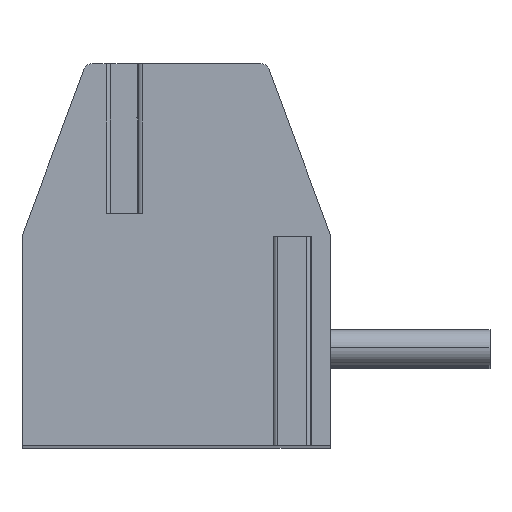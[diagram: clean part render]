
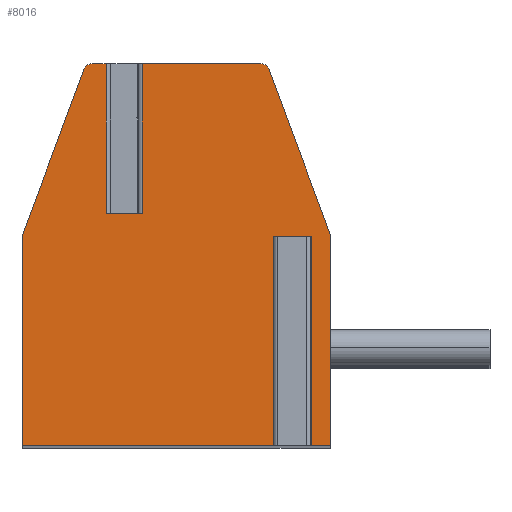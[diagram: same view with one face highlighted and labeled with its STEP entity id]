
A CAD part, top view. The second image highlights one B-rep face of the part: STEP entity #8016.
In plain terms, the highlighted planar face has unit normal (0, 0, 1).
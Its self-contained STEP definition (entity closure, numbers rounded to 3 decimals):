
#13=DIRECTION('',(1.,0.,0.));
#14=VECTOR('',#13,0.796);
#15=CARTESIAN_POINT('',(-1.548,0.9,36.75));
#16=LINE('',#15,#14);
#17=DIRECTION('',(0.,1.,0.));
#18=VECTOR('',#17,3.3);
#19=CARTESIAN_POINT('',(-0.752,0.9,36.75));
#20=LINE('',#19,#18);
#21=DIRECTION('',(-1.,0.,0.));
#22=VECTOR('',#21,2.603);
#23=CARTESIAN_POINT('',(1.851,4.2,36.75));
#24=LINE('',#23,#22);
#25=CARTESIAN_POINT('',(1.851,4.,36.75));
#26=DIRECTION('',(0.,0.,1.));
#27=DIRECTION('',(0.938,0.348,0.));
#28=AXIS2_PLACEMENT_3D('',#25,#26,#27);
#30=DIRECTION('',(-0.348,0.938,0.));
#31=VECTOR('',#30,3.914);
#32=CARTESIAN_POINT('',(3.4,0.4,36.75));
#33=LINE('',#32,#31);
#34=DIRECTION('',(0.,1.,0.));
#35=VECTOR('',#34,4.6);
#36=CARTESIAN_POINT('',(3.4,-4.2,36.75));
#37=LINE('',#36,#35);
#38=DIRECTION('',(1.,0.,0.));
#39=VECTOR('',#38,0.634);
#40=CARTESIAN_POINT('',(2.766,-4.2,36.75));
#41=LINE('',#40,#39);
#42=DIRECTION('',(0.,1.,0.));
#43=VECTOR('',#42,4.6);
#44=CARTESIAN_POINT('',(2.766,-4.2,36.75));
#45=LINE('',#44,#43);
#46=DIRECTION('',(-1.,0.,0.));
#47=VECTOR('',#46,0.43);
#48=CARTESIAN_POINT('',(2.766,0.4,36.75));
#49=LINE('',#48,#47);
#50=DIRECTION('',(0.,1.,0.));
#51=VECTOR('',#50,4.6);
#52=CARTESIAN_POINT('',(2.336,-4.2,36.75));
#53=LINE('',#52,#51);
#54=DIRECTION('',(1.,0.,0.));
#55=VECTOR('',#54,5.736);
#56=CARTESIAN_POINT('',(-3.4,-4.2,36.75));
#57=LINE('',#56,#55);
#58=DIRECTION('',(0.,-1.,0.));
#59=VECTOR('',#58,4.6);
#60=CARTESIAN_POINT('',(-3.4,0.4,36.75));
#61=LINE('',#60,#59);
#62=DIRECTION('',(-0.348,-0.938,0.));
#63=VECTOR('',#62,3.914);
#64=CARTESIAN_POINT('',(-2.038,4.07,36.75));
#65=LINE('',#64,#63);
#66=CARTESIAN_POINT('',(-1.851,4.,36.75));
#67=DIRECTION('',(0.,0.,1.));
#68=DIRECTION('',(0.,1.,0.));
#69=AXIS2_PLACEMENT_3D('',#66,#67,#68);
#71=DIRECTION('',(-1.,0.,0.));
#72=VECTOR('',#71,0.303);
#73=CARTESIAN_POINT('',(-1.548,4.2,36.75));
#74=LINE('',#73,#72);
#75=DIRECTION('',(0.,1.,0.));
#76=VECTOR('',#75,3.3);
#77=CARTESIAN_POINT('',(-1.548,0.9,36.75));
#78=LINE('',#77,#76);
#6259=CARTESIAN_POINT('',(-1.851,4.2,36.75));
#6260=CARTESIAN_POINT('',(-2.038,4.07,36.75));
#6261=VERTEX_POINT('',#6259);
#6262=VERTEX_POINT('',#6260);
#6263=CARTESIAN_POINT('',(-3.4,0.4,36.75));
#6264=VERTEX_POINT('',#6263);
#6265=CARTESIAN_POINT('',(-3.4,-4.2,36.75));
#6266=VERTEX_POINT('',#6265);
#6267=CARTESIAN_POINT('',(3.4,-4.2,36.75));
#6268=CARTESIAN_POINT('',(3.4,0.4,36.75));
#6269=VERTEX_POINT('',#6267);
#6270=VERTEX_POINT('',#6268);
#6271=CARTESIAN_POINT('',(2.038,4.07,36.75));
#6272=VERTEX_POINT('',#6271);
#6273=CARTESIAN_POINT('',(1.851,4.2,36.75));
#6274=VERTEX_POINT('',#6273);
#6315=CARTESIAN_POINT('',(2.766,0.4,36.75));
#6316=CARTESIAN_POINT('',(2.336,0.4,36.75));
#6317=VERTEX_POINT('',#6315);
#6318=VERTEX_POINT('',#6316);
#6319=CARTESIAN_POINT('',(2.336,-4.2,36.75));
#6320=VERTEX_POINT('',#6319);
#6321=CARTESIAN_POINT('',(2.766,-4.2,36.75));
#6322=VERTEX_POINT('',#6321);
#6383=CARTESIAN_POINT('',(-1.548,0.9,36.75));
#6384=CARTESIAN_POINT('',(-0.752,0.9,36.75));
#6385=VERTEX_POINT('',#6383);
#6386=VERTEX_POINT('',#6384);
#6387=CARTESIAN_POINT('',(-1.548,4.2,36.75));
#6388=VERTEX_POINT('',#6387);
#6389=CARTESIAN_POINT('',(-0.752,4.2,36.75));
#6390=VERTEX_POINT('',#6389);
#7977=CARTESIAN_POINT('',(0.,0.,36.75));
#7978=DIRECTION('',(0.,0.,1.));
#7979=DIRECTION('',(1.,0.,0.));
#7980=AXIS2_PLACEMENT_3D('',#7977,#7978,#7979);
#7981=PLANE('',#7980);
#7983=ORIENTED_EDGE('',*,*,#7982,.T.);
#7985=ORIENTED_EDGE('',*,*,#7984,.T.);
#7987=ORIENTED_EDGE('',*,*,#7986,.F.);
#7989=ORIENTED_EDGE('',*,*,#7988,.F.);
#7991=ORIENTED_EDGE('',*,*,#7990,.F.);
#7993=ORIENTED_EDGE('',*,*,#7992,.F.);
#7995=ORIENTED_EDGE('',*,*,#7994,.F.);
#7997=ORIENTED_EDGE('',*,*,#7996,.T.);
#7999=ORIENTED_EDGE('',*,*,#7998,.T.);
#8001=ORIENTED_EDGE('',*,*,#8000,.F.);
#8003=ORIENTED_EDGE('',*,*,#8002,.F.);
#8005=ORIENTED_EDGE('',*,*,#8004,.F.);
#8007=ORIENTED_EDGE('',*,*,#8006,.F.);
#8009=ORIENTED_EDGE('',*,*,#8008,.F.);
#8011=ORIENTED_EDGE('',*,*,#8010,.F.);
#8013=ORIENTED_EDGE('',*,*,#8012,.F.);
#8014=EDGE_LOOP('',(#7983,#7985,#7987,#7989,#7991,#7993,#7995,#7997,#7999,#8001,
#8003,#8005,#8007,#8009,#8011,#8013));
#8015=FACE_OUTER_BOUND('',#8014,.F.);
#29=CIRCLE('',#28,0.2);
#70=CIRCLE('',#69,0.2);
#7982=EDGE_CURVE('',#6385,#6386,#16,.T.);
#7984=EDGE_CURVE('',#6386,#6390,#20,.T.);
#7986=EDGE_CURVE('',#6274,#6390,#24,.T.);
#7988=EDGE_CURVE('',#6272,#6274,#29,.T.);
#7990=EDGE_CURVE('',#6270,#6272,#33,.T.);
#7992=EDGE_CURVE('',#6269,#6270,#37,.T.);
#7994=EDGE_CURVE('',#6322,#6269,#41,.T.);
#7996=EDGE_CURVE('',#6322,#6317,#45,.T.);
#7998=EDGE_CURVE('',#6317,#6318,#49,.T.);
#8000=EDGE_CURVE('',#6320,#6318,#53,.T.);
#8002=EDGE_CURVE('',#6266,#6320,#57,.T.);
#8004=EDGE_CURVE('',#6264,#6266,#61,.T.);
#8006=EDGE_CURVE('',#6262,#6264,#65,.T.);
#8008=EDGE_CURVE('',#6261,#6262,#70,.T.);
#8010=EDGE_CURVE('',#6388,#6261,#74,.T.);
#8012=EDGE_CURVE('',#6385,#6388,#78,.T.);
#8016=ADVANCED_FACE('',(#8015),#7981,.T.);
